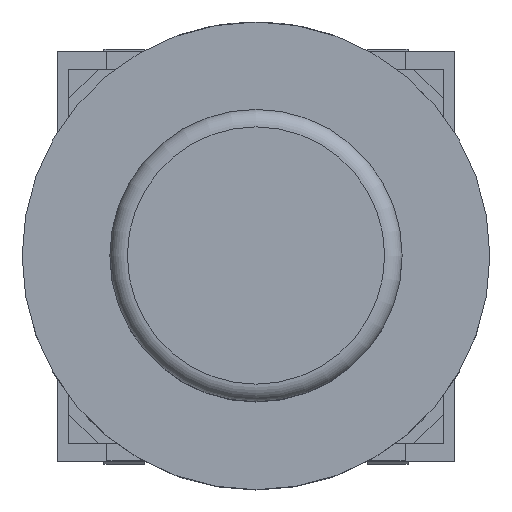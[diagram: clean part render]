
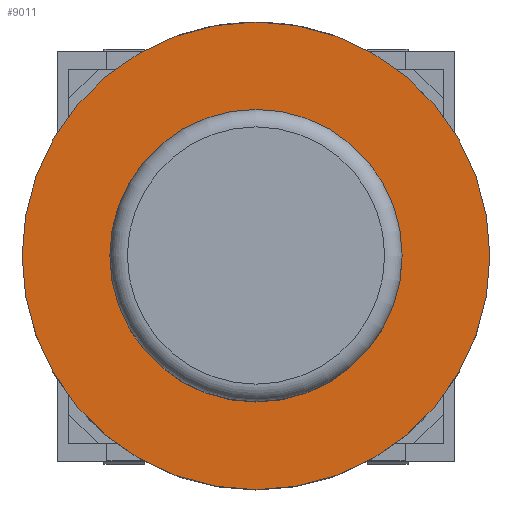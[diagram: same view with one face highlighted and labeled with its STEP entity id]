
A CAD part, top view. The second image highlights one B-rep face of the part: STEP entity #9011.
In plain terms, the highlighted planar face has unit normal (0, 0, 1).
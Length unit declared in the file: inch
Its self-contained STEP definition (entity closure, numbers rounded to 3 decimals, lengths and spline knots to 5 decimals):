
#8512=CARTESIAN_POINT('',(0.,0.09843,0.27559));
#8513=VERTEX_POINT('',#8512);
#8514=CARTESIAN_POINT('',(0.,0.,0.27559));
#8515=DIRECTION('',(0.0,0.0,1.0));
#8516=DIRECTION('',(0.0,1.0,0.0));
#8517=AXIS2_PLACEMENT_3D('',#8514,#8515,#8516);
#8518=CIRCLE('',#8517,0.09843);
#8519=EDGE_CURVE('',#8513,#8513,#8518,.T.);
#8973=CARTESIAN_POINT('',(0.,0.15748,0.27559));
#8974=VERTEX_POINT('',#8973);
#8975=CARTESIAN_POINT('',(0.,0.,0.27559));
#8976=DIRECTION('',(0.0,0.0,1.0));
#8977=DIRECTION('',(0.0,1.0,0.0));
#8978=AXIS2_PLACEMENT_3D('',#8975,#8976,#8977);
#8979=CIRCLE('',#8978,0.15748);
#8980=EDGE_CURVE('',#8974,#8974,#8979,.T.);
#9000=CARTESIAN_POINT('',(0.17323,0.17323,0.27559));
#9001=DIRECTION('',(0.0,0.0,1.0));
#9002=DIRECTION('',(1.0,0.0,0.0));
#9003=AXIS2_PLACEMENT_3D('',#9000,#9001,#9002);
#9004=PLANE('',#9003);
#9005=ORIENTED_EDGE('',*,*,#8980,.T.);
#9006=EDGE_LOOP('',(#9005));
#9007=FACE_OUTER_BOUND('',#9006,.T.);
#9008=ORIENTED_EDGE('',*,*,#8519,.F.);
#9009=EDGE_LOOP('',(#9008));
#9010=FACE_BOUND('',#9009,.T.);
#9011=ADVANCED_FACE('',(#9007,#9010),#9004,.T.);
